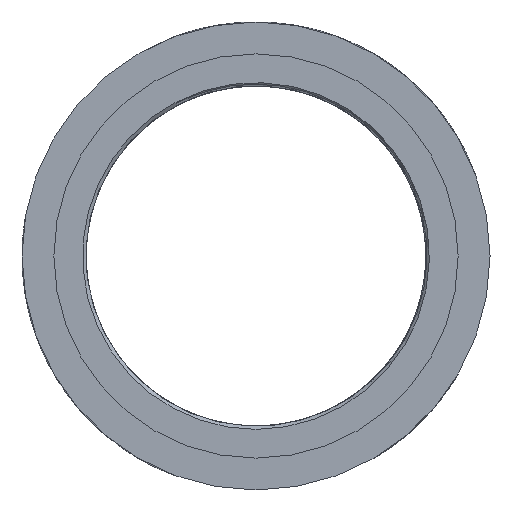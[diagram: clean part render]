
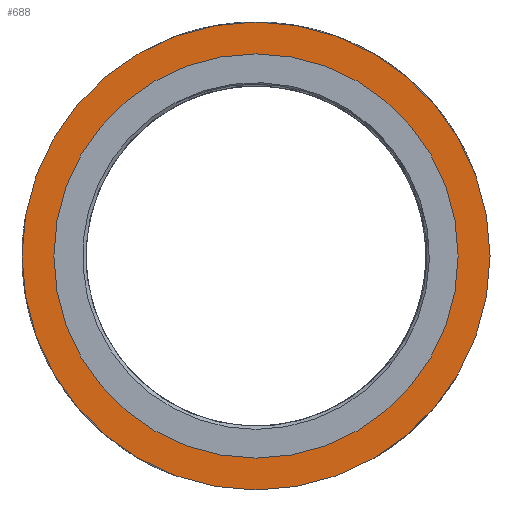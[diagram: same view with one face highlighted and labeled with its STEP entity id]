
A CAD part, left-side view. The second image highlights one B-rep face of the part: STEP entity #688.
In plain terms, the highlighted planar face has unit normal (-1, 0, 0).
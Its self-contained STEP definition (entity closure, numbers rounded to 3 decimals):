
#688=ADVANCED_FACE('',(#794,#795),#775,.F.);
#775=PLANE('',#2894);
#794=FACE_BOUND('',#917,.T.);
#795=FACE_BOUND('',#918,.T.);
#917=EDGE_LOOP('',(#1105));
#918=EDGE_LOOP('',(#1106));
#1105=ORIENTED_EDGE('',*,*,#2423,.F.);
#1106=ORIENTED_EDGE('',*,*,#2422,.T.);
#1982=VERTEX_POINT('',#4294);
#1983=VERTEX_POINT('',#4297);
#2422=EDGE_CURVE('',#1982,#1982,#2861,.T.);
#2423=EDGE_CURVE('',#1983,#1983,#2862,.T.);
#2861=CIRCLE('',#2891,22.);
#2862=CIRCLE('',#2893,19.);
#2891=AXIS2_PLACEMENT_3D('',#4293,#3025,#3026);
#2893=AXIS2_PLACEMENT_3D('',#4296,#3029,#3030);
#2894=AXIS2_PLACEMENT_3D('',#4298,#3031,#3032);
#3025=DIRECTION('',(-1.,0.,0.));
#3026=DIRECTION('',(0.,0.,1.));
#3029=DIRECTION('',(-1.,0.,0.));
#3030=DIRECTION('',(0.,0.,1.));
#3031=DIRECTION('',(1.,0.,0.));
#3032=DIRECTION('',(0.,0.,-1.));
#4293=CARTESIAN_POINT('',(4.5,0.,0.));
#4294=CARTESIAN_POINT('',(4.5,0.,22.));
#4296=CARTESIAN_POINT('',(4.5,0.,0.));
#4297=CARTESIAN_POINT('',(4.5,0.,19.));
#4298=CARTESIAN_POINT('',(4.5,22.,0.));
